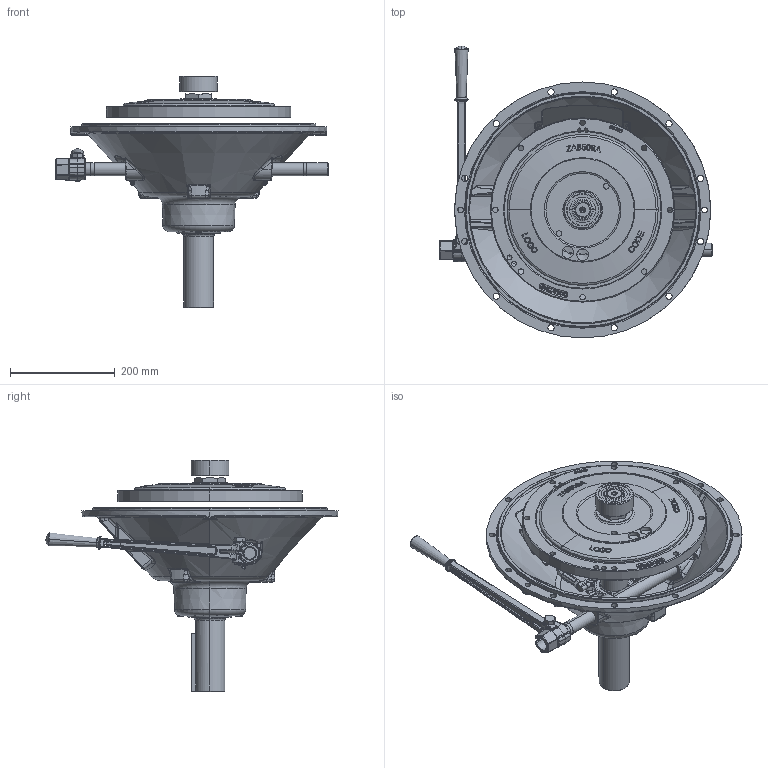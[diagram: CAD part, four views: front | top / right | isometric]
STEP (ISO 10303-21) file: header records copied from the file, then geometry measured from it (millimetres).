
FILE_DESCRIPTION (( 'STEP AP214' ), '1' );
FILE_NAME ('SP111P205.STEP', '2013-11-20T14:51:36', ( 'Windows User' ), ( '' ), 'SwSTEP 2.0', 'SolidWorks 2010', '' );
FILE_SCHEMA (( 'AUTOMOTIVE_DESIGN' ));
Length unit declared in the file: inch
Products named in the file (1): SP111P205
Bounding box: 520.7 x 558.27 x 442.98 mm (x, y, z)
Surface area: 955498.6 mm2 (no closed solid volume)
Topology: 0 solids, 138 shells, 1654 faces, 6176 edges, 4449 vertices
Faces by surface type: bspline 589, plane 389, cylinder 366, torus 141, cone 125, sphere 44
Entity records: 126107 total; most frequent: CARTESIAN_POINT 59891, ORIENTED_EDGE 9068, DIRECTION 7736, EDGE_CURVE 6097, VERTEX_POINT 4440, AXIS2_PLACEMENT_3D 2915, B_SPLINE_CURVE_WITH_KNOTS 2116, VECTOR 1906
